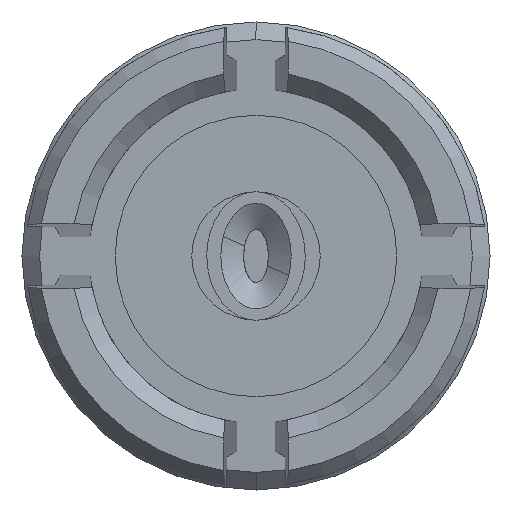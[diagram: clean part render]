
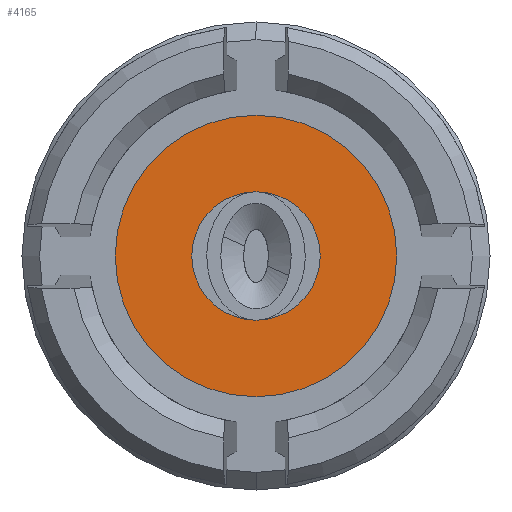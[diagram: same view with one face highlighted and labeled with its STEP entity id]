
A CAD part, left-side view. The second image highlights one B-rep face of the part: STEP entity #4165.
In plain terms, the highlighted planar face has unit normal (-1, 0, 0).
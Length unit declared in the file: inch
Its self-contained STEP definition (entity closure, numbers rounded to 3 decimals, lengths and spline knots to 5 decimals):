
#61 = ORIENTED_EDGE ( 'NONE', *, *, #4295, .T. ) ;
#199 = VERTEX_POINT ( 'NONE', #1487 ) ;
#429 = AXIS2_PLACEMENT_3D ( 'NONE', #3247, #4300, #3204 ) ;
#541 = DIRECTION ( 'NONE',  ( 0., 0., 1. ) ) ;
#586 = CIRCLE ( 'NONE', #429, 0.01825 ) ;
#600 = EDGE_LOOP ( 'NONE', ( #61, #2114 ) ) ;
#611 = AXIS2_PLACEMENT_3D ( 'NONE', #2771, #4452, #3401 ) ;
#1176 = AXIS2_PLACEMENT_3D ( 'NONE', #1335, #3101, #1680 ) ;
#1184 = FACE_OUTER_BOUND ( 'NONE', #600, .T. ) ;
#1230 = PLANE ( 'NONE',  #611 ) ;
#1245 = DIRECTION ( 'NONE',  ( 0., 0., 1. ) ) ;
#1335 = CARTESIAN_POINT ( 'NONE',  ( 0.005, 0., 0. ) ) ;
#1449 = ORIENTED_EDGE ( 'NONE', *, *, #2705, .F. ) ;
#1487 = CARTESIAN_POINT ( 'NONE',  ( 0.005, 0., 0.01825 ) ) ;
#1680 = DIRECTION ( 'NONE',  ( 0., 0., 1. ) ) ;
#1803 = CIRCLE ( 'NONE', #4296, 0.04 ) ;
#1814 = VERTEX_POINT ( 'NONE', #3231 ) ;
#1903 = VERTEX_POINT ( 'NONE', #2614 ) ;
#1909 = DIRECTION ( 'NONE',  ( -1., 0., 0. ) ) ;
#1918 = CIRCLE ( 'NONE', #1176, 0.04 ) ;
#2065 = VERTEX_POINT ( 'NONE', #4299 ) ;
#2114 = ORIENTED_EDGE ( 'NONE', *, *, #3811, .T. ) ;
#2506 = ORIENTED_EDGE ( 'NONE', *, *, #4085, .F. ) ;
#2541 = AXIS2_PLACEMENT_3D ( 'NONE', #4044, #1909, #1245 ) ;
#2614 = CARTESIAN_POINT ( 'NONE',  ( 0.005, 0., -0.04 ) ) ;
#2705 = EDGE_CURVE ( 'NONE', #199, #1814, #586, .T. ) ;
#2771 = CARTESIAN_POINT ( 'NONE',  ( 0.005, 0., 0. ) ) ;
#2883 = EDGE_LOOP ( 'NONE', ( #1449, #2506 ) ) ;
#3101 = DIRECTION ( 'NONE',  ( -1., 0., 0. ) ) ;
#3204 = DIRECTION ( 'NONE',  ( 0., 0., 1. ) ) ;
#3231 = CARTESIAN_POINT ( 'NONE',  ( 0.005, 0., -0.01825 ) ) ;
#3247 = CARTESIAN_POINT ( 'NONE',  ( 0.005, 0., 0. ) ) ;
#3385 = CIRCLE ( 'NONE', #2541, 0.01825 ) ;
#3401 = DIRECTION ( 'NONE',  ( 0., 0., 1. ) ) ;
#3811 = EDGE_CURVE ( 'NONE', #2065, #1903, #1918, .T. ) ;
#4044 = CARTESIAN_POINT ( 'NONE',  ( 0.005, 0., 0. ) ) ;
#4085 = EDGE_CURVE ( 'NONE', #1814, #199, #3385, .T. ) ;
#4165 = ADVANCED_FACE ( 'NONE', ( #4374, #1184 ), #1230, .T. ) ;
#4295 = EDGE_CURVE ( 'NONE', #1903, #2065, #1803, .T. ) ;
#4296 = AXIS2_PLACEMENT_3D ( 'NONE', #4421, #4453, #541 ) ;
#4299 = CARTESIAN_POINT ( 'NONE',  ( 0.005, 0., 0.04 ) ) ;
#4300 = DIRECTION ( 'NONE',  ( -1., 0., 0. ) ) ;
#4374 = FACE_BOUND ( 'NONE', #2883, .T. ) ;
#4421 = CARTESIAN_POINT ( 'NONE',  ( 0.005, 0., 0. ) ) ;
#4452 = DIRECTION ( 'NONE',  ( -1., 0., 0. ) ) ;
#4453 = DIRECTION ( 'NONE',  ( -1., 0., 0. ) ) ;
